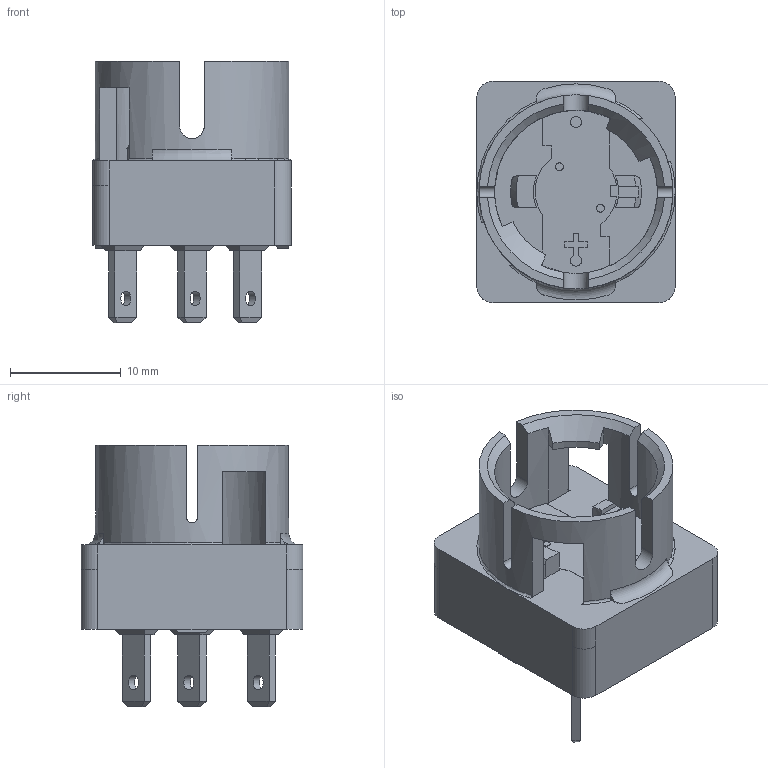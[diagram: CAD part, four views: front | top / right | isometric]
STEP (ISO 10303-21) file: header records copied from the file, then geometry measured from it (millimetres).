
FILE_DESCRIPTION(/* description */ (''),/* implementation_level */ '2;1');
FILE_NAME(/* name */ 'CT.stp',/* time_stamp */ '2016-04-13T12:28:33+02:00',/* author */ ('mharscher'),/* organization */ (''),/* preprocessor_version */ 'ST-DEVELOPER v15.2',/* originating_system */ 'Autodesk Inventor 2014',/* authorisation */ '');
FILE_SCHEMA (('CONFIG_CONTROL_DESIGN'));
Length unit declared in the file: centimetre
Products named in the file (1): CTF_ipt
Bounding box: 17.9 x 20 x 23.62 mm (x, y, z)
Volume: 3274.2 mm3; surface area: 2297.7 mm2
Topology: 1 solids, 1 shells, 342 faces, 930 edges, 617 vertices
Faces by surface type: plane 257, cylinder 46, bspline 27, cone 6, torus 6
Full cylindrical faces by diameter (mm): 0.7 x2, 1 x1, 1.3 x3, 3.6 x1, 17.5 x1
Entity records: 11204 total; most frequent: CARTESIAN_POINT 2753, ORIENTED_EDGE 1842, DIRECTION 1557, EDGE_CURVE 921, LINE 701, VECTOR 701, VERTEX_POINT 616, AXIS2_PLACEMENT_3D 428
